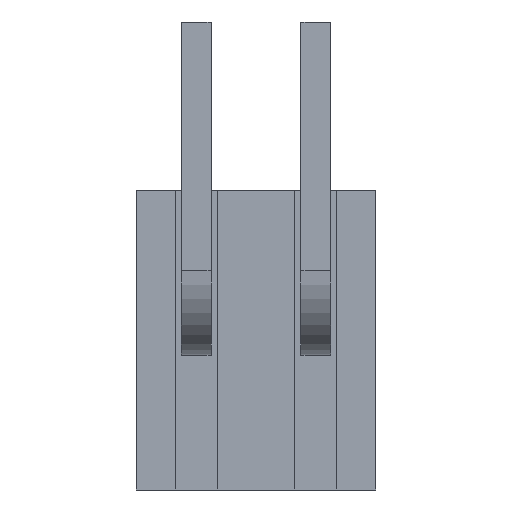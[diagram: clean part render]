
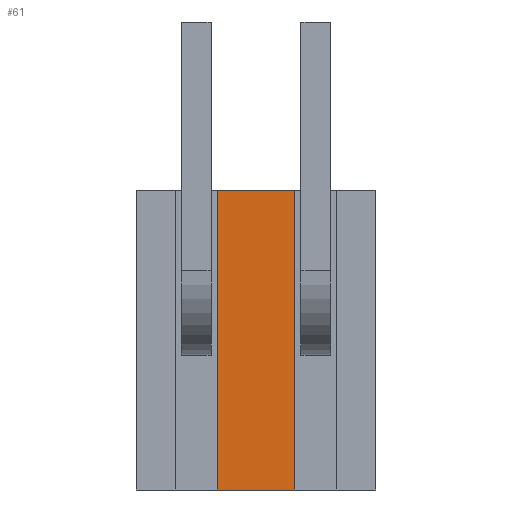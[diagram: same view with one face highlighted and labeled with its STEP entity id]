
A CAD part, front view. The second image highlights one B-rep face of the part: STEP entity #61.
In plain terms, the highlighted planar face has unit normal (0, -1, 0).
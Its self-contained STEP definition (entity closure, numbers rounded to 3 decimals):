
#61=ADVANCED_FACE('',(#130),#131,.T.);
#130=FACE_OUTER_BOUND('',#258,.T.);
#131=PLANE('',#259);
#258=EDGE_LOOP('',(#417,#418,#419,#420));
#259=AXIS2_PLACEMENT_3D('',#421,#422,#423);
#417=ORIENTED_EDGE('',*,*,#881,.F.);
#418=ORIENTED_EDGE('',*,*,#888,.T.);
#419=ORIENTED_EDGE('',*,*,#889,.T.);
#420=ORIENTED_EDGE('',*,*,#885,.F.);
#421=CARTESIAN_POINT('',(-2.54,-1.588,3.175));
#422=DIRECTION('',(0.0,-1.0,0.0));
#423=DIRECTION('',(0.0,0.0,-1.0));
#881=EDGE_CURVE('',#1061,#1063,#1064,.T.);
#885=EDGE_CURVE('',#1063,#1066,#1070,.T.);
#888=EDGE_CURVE('',#1061,#1074,#1075,.T.);
#889=EDGE_CURVE('',#1074,#1066,#1076,.T.);
#1061=VERTEX_POINT('',#1332);
#1063=VERTEX_POINT('',#1335);
#1064=LINE('',#1336,#1337);
#1066=VERTEX_POINT('',#1340);
#1070=LINE('',#1346,#1347);
#1074=VERTEX_POINT('',#1353);
#1075=LINE('',#1354,#1355);
#1076=LINE('',#1356,#1357);
#1332=CARTESIAN_POINT('',(-0.826,-1.588,3.175));
#1335=CARTESIAN_POINT('',(0.826,-1.588,3.175));
#1336=CARTESIAN_POINT('',(-0.826,-1.588,3.175));
#1337=VECTOR('',#1701,1.651);
#1340=CARTESIAN_POINT('',(0.826,-1.588,-3.175));
#1346=CARTESIAN_POINT('',(0.826,-1.588,3.175));
#1347=VECTOR('',#1705,6.35);
#1353=CARTESIAN_POINT('',(-0.826,-1.588,-3.175));
#1354=CARTESIAN_POINT('',(-0.826,-1.588,3.175));
#1355=VECTOR('',#1708,6.35);
#1356=CARTESIAN_POINT('',(-0.826,-1.588,-3.175));
#1357=VECTOR('',#1709,1.651);
#1701=DIRECTION('',(1.0,0.0,0.0));
#1705=DIRECTION('',(0.0,0.0,-1.0));
#1708=DIRECTION('',(0.0,0.0,-1.0));
#1709=DIRECTION('',(1.0,0.0,0.0));
